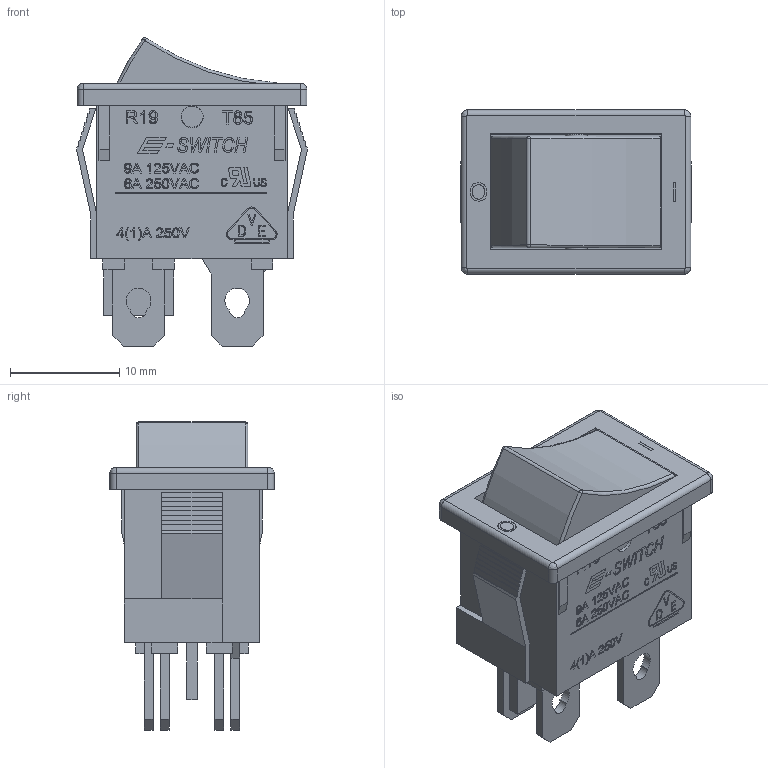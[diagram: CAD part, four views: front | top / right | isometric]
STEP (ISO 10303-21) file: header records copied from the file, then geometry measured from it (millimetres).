
FILE_DESCRIPTION(/* description */ (''),/* implementation_level */ '2;1');
FILE_NAME(/* name */ 'R1973BxxxxILEFx.stp',/* time_stamp */ '2026-01-06T14:39:08-06:00',/* author */ ('mroman'),/* organization */ (''),/* preprocessor_version */ 'ST-DEVELOPER v18.1',/* originating_system */ 'Autodesk Inventor 2022',/* authorisation */ '');
FILE_SCHEMA (('AUTOMOTIVE_DESIGN { 1 0 10303 214 3 1 1 }'));
Length unit declared in the file: centimetre
Products named in the file (1): R1973BxxxxILEFx
Bounding box: 21.1 x 15 x 28.19 mm (x, y, z)
Volume: 2711.6 mm3; surface area: 4398.2 mm2
Topology: 1 solids, 1 shells, 1035 faces, 2840 edges, 1875 vertices
Faces by surface type: plane 640, bspline 344, cylinder 41, torus 6, sphere 4
Full cylindrical faces by diameter (mm): 2 x4
Entity records: 34137 total; most frequent: CARTESIAN_POINT 10005, ORIENTED_EDGE 5680, DIRECTION 3658, EDGE_CURVE 2840, LINE 2042, VECTOR 2042, VERTEX_POINT 1875, EDGE_LOOP 1142
